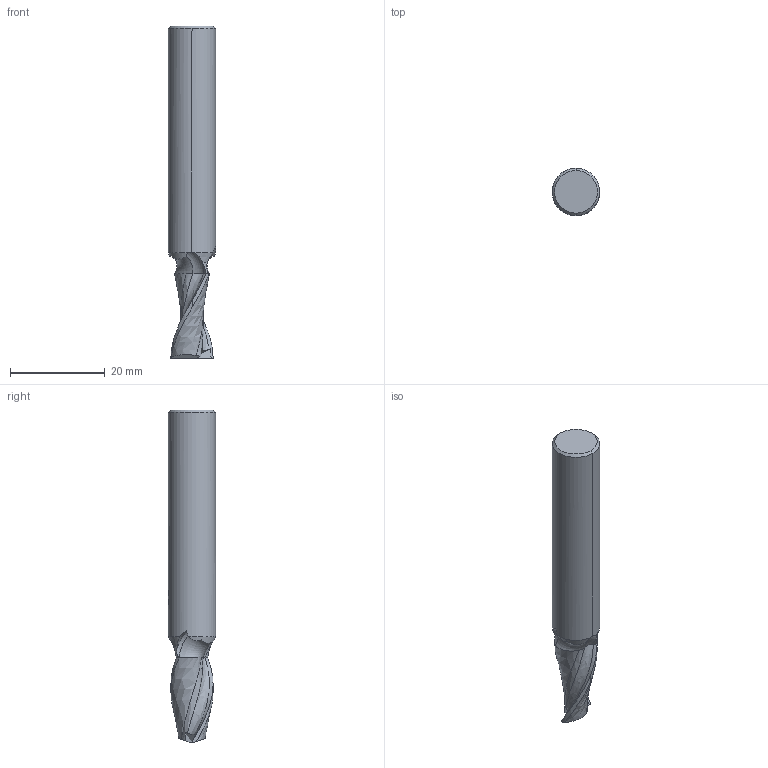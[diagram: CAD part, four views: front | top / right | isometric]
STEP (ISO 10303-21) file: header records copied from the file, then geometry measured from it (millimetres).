
FILE_DESCRIPTION(('no description'),'unknown implementation level');
FILE_NAME('soliduZTR9GNoFJDwtad9R8q__GKYyhw_1.STP',' ',('CIM GmbH Aachen'),('CADClick - KiM GmbH - www.kimweb.de'),'unknown preprocess','ACIS','unknown authorization');
FILE_SCHEMA(('automotive_design'));
Length unit declared in the file: millimetre
Products named in the file (2): 1; 2
Bounding box: 10 x 10 x 70 mm (x, y, z)
Volume: 4439.1 mm3; surface area: 2225 mm2
Topology: 2 solids, 2 shells, 65 faces, 183 edges, 121 vertices
Faces by surface type: plane 26, cylinder 11, cone 10, revolution 10, bspline 8
Entity records: 6490 total; most frequent: CARTESIAN_POINT 2850, STYLED_ITEM 371, PRESENTATION_STYLE_ASSIGNMENT 371, COLOUR_RGB 371, ORIENTED_EDGE 366, DIRECTION 266, EDGE_CURVE 183, CURVE_STYLE 183
